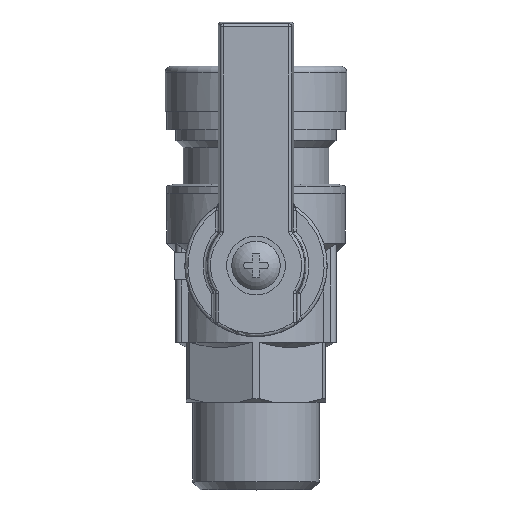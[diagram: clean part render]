
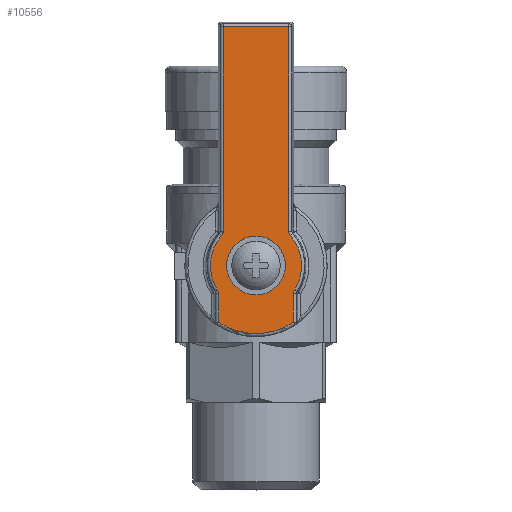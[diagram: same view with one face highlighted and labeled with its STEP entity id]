
A CAD part, top view. The second image highlights one B-rep face of the part: STEP entity #10556.
In plain terms, the highlighted planar face has unit normal (0, 0, 1).
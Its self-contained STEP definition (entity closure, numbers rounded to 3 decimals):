
#552=B_SPLINE_CURVE_WITH_KNOTS('',3,(#17249,#17250,#17251,#17252),
 .UNSPECIFIED.,.F.,.F.,(4,4),(0.,0.001),.UNSPECIFIED.);
#553=B_SPLINE_CURVE_WITH_KNOTS('',3,(#17261,#17262,#17263,#17264),
 .UNSPECIFIED.,.F.,.F.,(4,4),(0.,0.001),.UNSPECIFIED.);
#554=B_SPLINE_CURVE_WITH_KNOTS('',3,(#17268,#17269,#17270,#17271),
 .UNSPECIFIED.,.F.,.F.,(4,4),(0.,0.001),.UNSPECIFIED.);
#555=B_SPLINE_CURVE_WITH_KNOTS('',3,(#17279,#17280,#17281,#17282),
 .UNSPECIFIED.,.F.,.F.,(4,4),(0.,0.001),.UNSPECIFIED.);
#738=PLANE('',#11079);
#1218=LINE('',#17255,#1746);
#1219=LINE('',#17259,#1747);
#1220=LINE('',#17273,#1748);
#1221=LINE('',#17275,#1749);
#1222=LINE('',#17277,#1750);
#1746=VECTOR('',#12488,1000.);
#1747=VECTOR('',#12491,1000.);
#1748=VECTOR('',#12494,1000.);
#1749=VECTOR('',#12495,1000.);
#1750=VECTOR('',#12496,1000.);
#3585=ORIENTED_EDGE('',*,*,#4907,.T.);
#3586=ORIENTED_EDGE('',*,*,#4908,.F.);
#3587=ORIENTED_EDGE('',*,*,#4909,.T.);
#3588=ORIENTED_EDGE('',*,*,#4910,.T.);
#3589=ORIENTED_EDGE('',*,*,#4911,.T.);
#3590=ORIENTED_EDGE('',*,*,#4912,.F.);
#3591=ORIENTED_EDGE('',*,*,#4913,.T.);
#3592=ORIENTED_EDGE('',*,*,#4914,.F.);
#3593=ORIENTED_EDGE('',*,*,#4915,.T.);
#3594=ORIENTED_EDGE('',*,*,#4916,.T.);
#3595=ORIENTED_EDGE('',*,*,#4917,.T.);
#3596=ORIENTED_EDGE('',*,*,#4918,.F.);
#3597=ORIENTED_EDGE('',*,*,#4919,.T.);
#4907=EDGE_CURVE('',#5742,#5742,#6055,.T.);
#4908=EDGE_CURVE('',#5743,#5744,#552,.T.);
#4909=EDGE_CURVE('',#5743,#5745,#1218,.F.);
#4910=EDGE_CURVE('',#5745,#5746,#6056,.F.);
#4911=EDGE_CURVE('',#5746,#5747,#1219,.F.);
#4912=EDGE_CURVE('',#5748,#5747,#553,.T.);
#4913=EDGE_CURVE('',#5748,#5749,#6057,.F.);
#4914=EDGE_CURVE('',#5750,#5749,#554,.T.);
#4915=EDGE_CURVE('',#5750,#5751,#1220,.F.);
#4916=EDGE_CURVE('',#5751,#5752,#1221,.F.);
#4917=EDGE_CURVE('',#5752,#5753,#1222,.F.);
#4918=EDGE_CURVE('',#5754,#5753,#555,.T.);
#4919=EDGE_CURVE('',#5754,#5744,#6058,.F.);
#5742=VERTEX_POINT('',#17248);
#5743=VERTEX_POINT('',#17253);
#5744=VERTEX_POINT('',#17254);
#5745=VERTEX_POINT('',#17256);
#5746=VERTEX_POINT('',#17258);
#5747=VERTEX_POINT('',#17260);
#5748=VERTEX_POINT('',#17265);
#5749=VERTEX_POINT('',#17267);
#5750=VERTEX_POINT('',#17272);
#5751=VERTEX_POINT('',#17274);
#5752=VERTEX_POINT('',#17276);
#5753=VERTEX_POINT('',#17278);
#5754=VERTEX_POINT('',#17283);
#6055=CIRCLE('',#11080,4.85);
#6056=CIRCLE('',#11081,11.25);
#6057=CIRCLE('',#11082,7.54);
#6058=CIRCLE('',#11083,7.54);
#6653=EDGE_LOOP('',(#3585));
#6654=EDGE_LOOP('',(#3586,#3587,#3588,#3589,#3590,#3591,#3592,#3593,#3594,
#3595,#3596,#3597));
#7275=FACE_BOUND('',#6653,.T.);
#7276=FACE_BOUND('',#6654,.T.);
#10556=ADVANCED_FACE('',(#7275,#7276),#738,.F.);
#11079=AXIS2_PLACEMENT_3D('',#17246,#12484,#12485);
#11080=AXIS2_PLACEMENT_3D('',#17247,#12486,#12487);
#11081=AXIS2_PLACEMENT_3D('',#17257,#12489,#12490);
#11082=AXIS2_PLACEMENT_3D('',#17266,#12492,#12493);
#11083=AXIS2_PLACEMENT_3D('',#17284,#12497,#12498);
#12484=DIRECTION('',(0.,0.,-1.));
#12485=DIRECTION('',(-1.,0.,0.));
#12486=DIRECTION('',(0.,0.,-1.));
#12487=DIRECTION('',(0.,-1.,0.));
#12488=DIRECTION('',(1.,0.,0.));
#12489=DIRECTION('',(0.,0.,-1.));
#12490=DIRECTION('',(-1.,0.,0.));
#12491=DIRECTION('',(-1.,0.,0.));
#12492=DIRECTION('',(0.,0.,-1.));
#12493=DIRECTION('',(-1.,0.,0.));
#12494=DIRECTION('',(-1.,0.,0.));
#12495=DIRECTION('',(0.,-1.,0.));
#12496=DIRECTION('',(1.,0.,0.));
#12497=DIRECTION('',(0.,0.,-1.));
#12498=DIRECTION('',(-1.,0.,0.));
#17246=CARTESIAN_POINT('',(0.,0.,21.));
#17247=CARTESIAN_POINT('',(0.,0.,21.));
#17248=CARTESIAN_POINT('',(0.,-4.85,21.));
#17249=CARTESIAN_POINT('',(-4.608,6.19,21.));
#17250=CARTESIAN_POINT('',(-4.417,6.19,21.));
#17251=CARTESIAN_POINT('',(-4.23,6.245,21.));
#17252=CARTESIAN_POINT('',(-4.069,6.348,21.));
#17253=CARTESIAN_POINT('',(-4.608,6.19,21.));
#17254=CARTESIAN_POINT('',(-4.069,6.348,21.));
#17255=CARTESIAN_POINT('',(-9.668,6.19,21.));
#17256=CARTESIAN_POINT('',(-9.394,6.19,21.));
#17257=CARTESIAN_POINT('',(0.,0.,21.));
#17258=CARTESIAN_POINT('',(-9.394,-6.19,21.));
#17259=CARTESIAN_POINT('',(-4.456,-6.19,21.));
#17260=CARTESIAN_POINT('',(-4.608,-6.19,21.));
#17261=CARTESIAN_POINT('',(-4.069,-6.348,21.));
#17262=CARTESIAN_POINT('',(-4.23,-6.245,21.));
#17263=CARTESIAN_POINT('',(-4.417,-6.19,21.));
#17264=CARTESIAN_POINT('',(-4.608,-6.19,21.));
#17265=CARTESIAN_POINT('',(-4.069,-6.348,21.));
#17266=CARTESIAN_POINT('',(0.,0.,21.));
#17267=CARTESIAN_POINT('',(4.97,-5.67,21.));
#17268=CARTESIAN_POINT('',(5.629,-5.423,21.));
#17269=CARTESIAN_POINT('',(5.387,-5.423,21.));
#17270=CARTESIAN_POINT('',(5.152,-5.511,21.));
#17271=CARTESIAN_POINT('',(4.97,-5.67,21.));
#17272=CARTESIAN_POINT('',(5.629,-5.423,21.));
#17273=CARTESIAN_POINT('',(39.91,-5.423,21.));
#17274=CARTESIAN_POINT('',(39.423,-5.423,21.));
#17275=CARTESIAN_POINT('',(39.423,5.91,21.));
#17276=CARTESIAN_POINT('',(39.423,5.423,21.));
#17277=CARTESIAN_POINT('',(5.433,5.423,21.));
#17278=CARTESIAN_POINT('',(5.629,5.423,21.));
#17279=CARTESIAN_POINT('',(4.97,5.67,21.));
#17280=CARTESIAN_POINT('',(5.152,5.511,21.));
#17281=CARTESIAN_POINT('',(5.387,5.423,21.));
#17282=CARTESIAN_POINT('',(5.629,5.423,21.));
#17283=CARTESIAN_POINT('',(4.97,5.67,21.));
#17284=CARTESIAN_POINT('',(0.,0.,21.));
